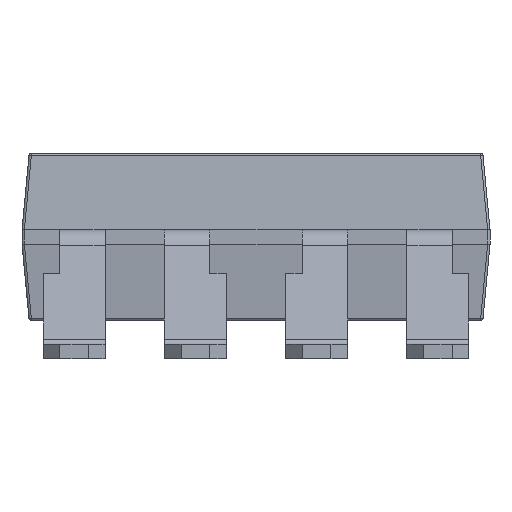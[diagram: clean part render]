
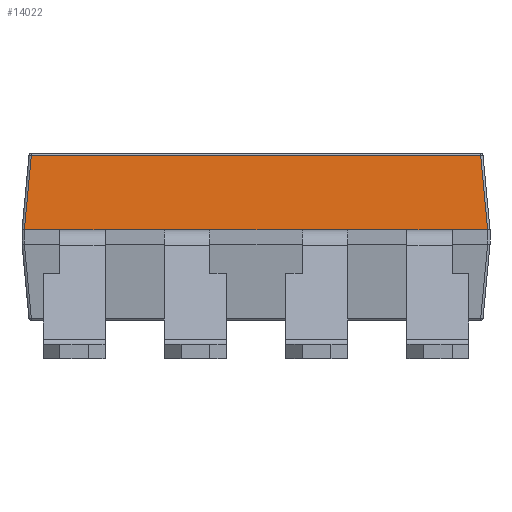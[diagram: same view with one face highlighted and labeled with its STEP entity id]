
A CAD part, left-side view. The second image highlights one B-rep face of the part: STEP entity #14022.
In plain terms, the highlighted planar face has unit normal (-0.996, 0, 0.093).
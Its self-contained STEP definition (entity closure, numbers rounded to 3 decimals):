
#79 = DIRECTION ( 'NONE',  ( 0., 1., 0. ) ) ;
#175 = CARTESIAN_POINT ( 'NONE',  ( -3.3, -4.85, 1.95 ) ) ;
#442 = EDGE_CURVE ( 'NONE', #21283, #8024, #7736, .T. ) ;
#627 = ORIENTED_EDGE ( 'NONE', *, *, #21786, .F. ) ;
#646 = ORIENTED_EDGE ( 'NONE', *, *, #11227, .F. ) ;
#1026 = VECTOR ( 'NONE', #79, 1000. ) ;
#1360 = CARTESIAN_POINT ( 'NONE',  ( -3.154, -4.704, 3.505 ) ) ;
#1737 = VERTEX_POINT ( 'NONE', #21074 ) ;
#2036 = LINE ( 'NONE', #11162, #5602 ) ;
#2077 = CARTESIAN_POINT ( 'NONE',  ( -3.3, -4.85, 1.95 ) ) ;
#2201 = CARTESIAN_POINT ( 'NONE',  ( -3.3, 4.85, 1.95 ) ) ;
#2333 = CARTESIAN_POINT ( 'NONE',  ( -3.3, 4.9, 1.95 ) ) ;
#2352 = DIRECTION ( 'NONE',  ( -0.996, 0., 0.093 ) ) ;
#2802 = CARTESIAN_POINT ( 'NONE',  ( -3.3, -4.11, 1.95 ) ) ;
#2805 = CARTESIAN_POINT ( 'NONE',  ( -3.3, 4.85, 1.95 ) ) ;
#3013 = CARTESIAN_POINT ( 'NONE',  ( -3.3, -0.97, 1.95 ) ) ;
#4580 = ORIENTED_EDGE ( 'NONE', *, *, #4665, .T. ) ;
#4665 = EDGE_CURVE ( 'NONE', #21283, #23857, #17162, .T. ) ;
#4902 = CARTESIAN_POINT ( 'NONE',  ( -3.3, 4.9, 1.95 ) ) ;
#4942 = VERTEX_POINT ( 'NONE', #2802 ) ;
#5054 = EDGE_CURVE ( 'NONE', #16899, #16167, #6970, .T. ) ;
#5120 = LINE ( 'NONE', #18511, #21303 ) ;
#5156 = EDGE_CURVE ( 'NONE', #4942, #27390, #20509, .T. ) ;
#5171 = DIRECTION ( 'NONE',  ( 0., 1., 0. ) ) ;
#5194 = DIRECTION ( 'NONE',  ( 0., 1., 0. ) ) ;
#5234 = DIRECTION ( 'NONE',  ( 0., 1., 0. ) ) ;
#5402 = CARTESIAN_POINT ( 'NONE',  ( -3.109, -4.66, 3.983 ) ) ;
#5557 = VECTOR ( 'NONE', #5194, 1000. ) ;
#5572 = CARTESIAN_POINT ( 'NONE',  ( -3.3, 1.92, 1.95 ) ) ;
#5602 = VECTOR ( 'NONE', #18464, 1000. ) ;
#6706 = FACE_OUTER_BOUND ( 'NONE', #7388, .T. ) ;
#6970 = LINE ( 'NONE', #11735, #17719 ) ;
#7175 = CARTESIAN_POINT ( 'NONE',  ( -3.3, 0.97, 1.95 ) ) ;
#7196 = DIRECTION ( 'NONE',  ( 0., 1., 0. ) ) ;
#7277 = DIRECTION ( 'NONE',  ( 0., 1., 0. ) ) ;
#7388 = EDGE_LOOP ( 'NONE', ( #26743, #21081, #18635, #18306, #9592, #12228, #646, #627, #16580, #21877, #25629, #21685, #25656, #4580 ) ) ;
#7736 = LINE ( 'NONE', #9954, #29046 ) ;
#8024 = VERTEX_POINT ( 'NONE', #2077 ) ;
#8088 = VERTEX_POINT ( 'NONE', #2805 ) ;
#8192 = VECTOR ( 'NONE', #9879, 1000. ) ;
#8383 = EDGE_CURVE ( 'NONE', #23857, #26278, #2036, .T. ) ;
#8817 = VECTOR ( 'NONE', #5171, 1000. ) ;
#9205 = LINE ( 'NONE', #2333, #21692 ) ;
#9592 = ORIENTED_EDGE ( 'NONE', *, *, #21270, .F. ) ;
#9879 = DIRECTION ( 'NONE',  ( 0., 1., 0. ) ) ;
#9954 = CARTESIAN_POINT ( 'NONE',  ( -3.3, 4.9, 1.95 ) ) ;
#11162 = CARTESIAN_POINT ( 'NONE',  ( -3.154, 0., 3.505 ) ) ;
#11227 = EDGE_CURVE ( 'NONE', #26144, #28938, #24271, .T. ) ;
#11467 = DIRECTION ( 'NONE',  ( 0., 1., 0. ) ) ;
#11484 = VECTOR ( 'NONE', #25597, 1000. ) ;
#11620 = PLANE ( 'NONE',  #12615 ) ;
#11733 = LINE ( 'NONE', #14571, #5557 ) ;
#11735 = CARTESIAN_POINT ( 'NONE',  ( -3.3, 4.9, 1.95 ) ) ;
#11988 = CARTESIAN_POINT ( 'NONE',  ( -3.3, 4.9, 1.95 ) ) ;
#12228 = ORIENTED_EDGE ( 'NONE', *, *, #15746, .F. ) ;
#12615 = AXIS2_PLACEMENT_3D ( 'NONE', #13249, #2352, #11467 ) ;
#12979 = VECTOR ( 'NONE', #20466, 1000. ) ;
#13249 = CARTESIAN_POINT ( 'NONE',  ( -3.15, 0., 3.55 ) ) ;
#13472 = CARTESIAN_POINT ( 'NONE',  ( -3.3, -1.92, 1.95 ) ) ;
#14022 = ADVANCED_FACE ( 'NONE', ( #6706 ), #11620, .T. ) ;
#14203 = LINE ( 'NONE', #23114, #23085 ) ;
#14313 = EDGE_CURVE ( 'NONE', #8024, #4942, #25928, .T. ) ;
#14571 = CARTESIAN_POINT ( 'NONE',  ( -3.3, 4.9, 1.95 ) ) ;
#15288 = EDGE_CURVE ( 'NONE', #1737, #8088, #11733, .T. ) ;
#15399 = DIRECTION ( 'NONE',  ( 0., 1., 0. ) ) ;
#15746 = EDGE_CURVE ( 'NONE', #28938, #28614, #26162, .T. ) ;
#16167 = VERTEX_POINT ( 'NONE', #3013 ) ;
#16580 = ORIENTED_EDGE ( 'NONE', *, *, #5054, .F. ) ;
#16899 = VERTEX_POINT ( 'NONE', #13472 ) ;
#17162 = LINE ( 'NONE', #5402, #11484 ) ;
#17292 = DIRECTION ( 'NONE',  ( 0., 1., 0. ) ) ;
#17719 = VECTOR ( 'NONE', #25096, 1000. ) ;
#17899 = EDGE_CURVE ( 'NONE', #26278, #25215, #24907, .T. ) ;
#18306 = ORIENTED_EDGE ( 'NONE', *, *, #15288, .F. ) ;
#18464 = DIRECTION ( 'NONE',  ( 0., 1., 0. ) ) ;
#18511 = CARTESIAN_POINT ( 'NONE',  ( -3.3, 4.9, 1.95 ) ) ;
#18564 = LINE ( 'NONE', #11988, #8817 ) ;
#18635 = ORIENTED_EDGE ( 'NONE', *, *, #26122, .F. ) ;
#18861 = CARTESIAN_POINT ( 'NONE',  ( -3.3, 4.9, 1.95 ) ) ;
#20145 = VECTOR ( 'NONE', #15399, 1000. ) ;
#20466 = DIRECTION ( 'NONE',  ( -0.093, 0.093, -0.991 ) ) ;
#20509 = LINE ( 'NONE', #4902, #1026 ) ;
#21006 = EDGE_CURVE ( 'NONE', #27390, #16899, #18564, .T. ) ;
#21074 = CARTESIAN_POINT ( 'NONE',  ( -3.3, 4.11, 1.95 ) ) ;
#21081 = ORIENTED_EDGE ( 'NONE', *, *, #17899, .T. ) ;
#21270 = EDGE_CURVE ( 'NONE', #28614, #1737, #14203, .T. ) ;
#21283 = VERTEX_POINT ( 'NONE', #175 ) ;
#21303 = VECTOR ( 'NONE', #25289, 1000. ) ;
#21392 = CARTESIAN_POINT ( 'NONE',  ( -3.3, -3.16, 1.95 ) ) ;
#21642 = CARTESIAN_POINT ( 'NONE',  ( -3.3, 3.16, 1.95 ) ) ;
#21685 = ORIENTED_EDGE ( 'NONE', *, *, #14313, .F. ) ;
#21692 = VECTOR ( 'NONE', #7277, 1000. ) ;
#21727 = VECTOR ( 'NONE', #17292, 1000. ) ;
#21786 = EDGE_CURVE ( 'NONE', #16167, #26144, #9205, .T. ) ;
#21877 = ORIENTED_EDGE ( 'NONE', *, *, #21006, .F. ) ;
#22682 = CARTESIAN_POINT ( 'NONE',  ( -3.109, 4.66, 3.983 ) ) ;
#23085 = VECTOR ( 'NONE', #7196, 1000. ) ;
#23114 = CARTESIAN_POINT ( 'NONE',  ( -3.3, 4.9, 1.95 ) ) ;
#23857 = VERTEX_POINT ( 'NONE', #1360 ) ;
#24271 = LINE ( 'NONE', #24879, #20145 ) ;
#24879 = CARTESIAN_POINT ( 'NONE',  ( -3.3, 4.9, 1.95 ) ) ;
#24907 = LINE ( 'NONE', #22682, #12979 ) ;
#25096 = DIRECTION ( 'NONE',  ( 0., 1., 0. ) ) ;
#25215 = VERTEX_POINT ( 'NONE', #2201 ) ;
#25289 = DIRECTION ( 'NONE',  ( 0., 1., 0. ) ) ;
#25597 = DIRECTION ( 'NONE',  ( 0.093, 0.093, 0.991 ) ) ;
#25629 = ORIENTED_EDGE ( 'NONE', *, *, #5156, .F. ) ;
#25656 = ORIENTED_EDGE ( 'NONE', *, *, #442, .F. ) ;
#25928 = LINE ( 'NONE', #18861, #8192 ) ;
#26122 = EDGE_CURVE ( 'NONE', #8088, #25215, #5120, .T. ) ;
#26144 = VERTEX_POINT ( 'NONE', #7175 ) ;
#26162 = LINE ( 'NONE', #26755, #21727 ) ;
#26278 = VERTEX_POINT ( 'NONE', #27069 ) ;
#26743 = ORIENTED_EDGE ( 'NONE', *, *, #8383, .T. ) ;
#26755 = CARTESIAN_POINT ( 'NONE',  ( -3.3, 4.9, 1.95 ) ) ;
#27069 = CARTESIAN_POINT ( 'NONE',  ( -3.154, 4.704, 3.505 ) ) ;
#27390 = VERTEX_POINT ( 'NONE', #21392 ) ;
#28614 = VERTEX_POINT ( 'NONE', #21642 ) ;
#28938 = VERTEX_POINT ( 'NONE', #5572 ) ;
#29046 = VECTOR ( 'NONE', #5234, 1000. ) ;
